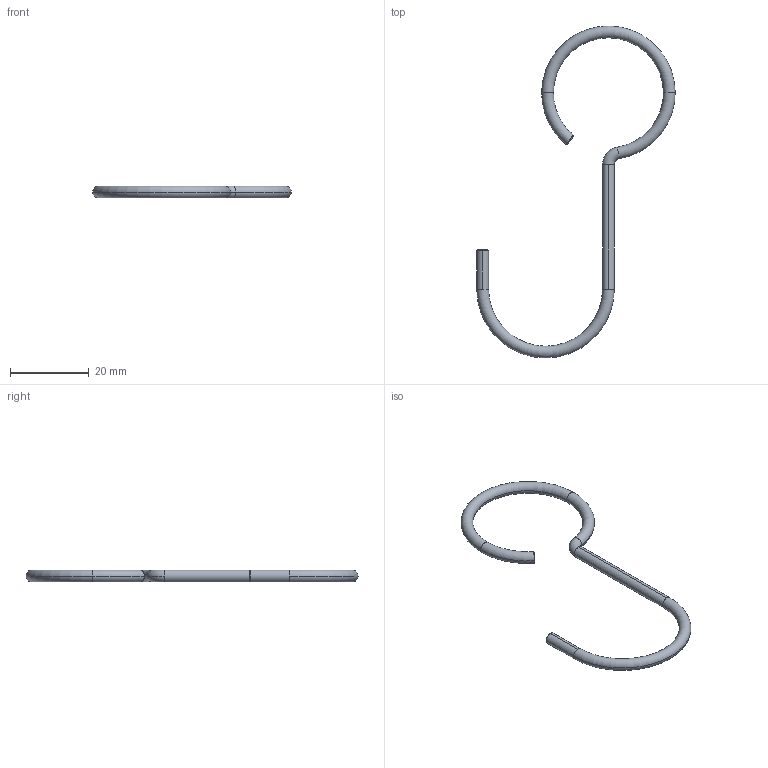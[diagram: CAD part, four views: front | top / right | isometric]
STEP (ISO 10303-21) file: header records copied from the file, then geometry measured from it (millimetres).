
FILE_DESCRIPTION (( 'STEP AP214' ), '1' );
FILE_NAME ('AL-F-1012A Êðþ÷îê2.STEP', '2025-12-29T10:42:55', ( '' ), ( '' ), 'SwSTEP 2.0', 'SolidWorks 2021', '' );
FILE_SCHEMA (( 'AUTOMOTIVE_DESIGN' ));
Length unit declared in the file: millimetre
Products named in the file (1): AL-F-1012A Êðþ÷îê2
Bounding box: 50.5 x 84.5 x 3 mm (x, y, z)
Volume: 1276.6 mm3; surface area: 1714.8 mm2
Topology: 1 solids, 1 shells, 20 faces, 46 edges, 28 vertices
Faces by surface type: torus 12, cylinder 4, bspline 2, plane 2
Entity records: 814 total; most frequent: CARTESIAN_POINT 313, DIRECTION 114, ORIENTED_EDGE 92, AXIS2_PLACEMENT_3D 55, EDGE_CURVE 46, CIRCLE 36, VERTEX_POINT 28, EDGE_LOOP 20
